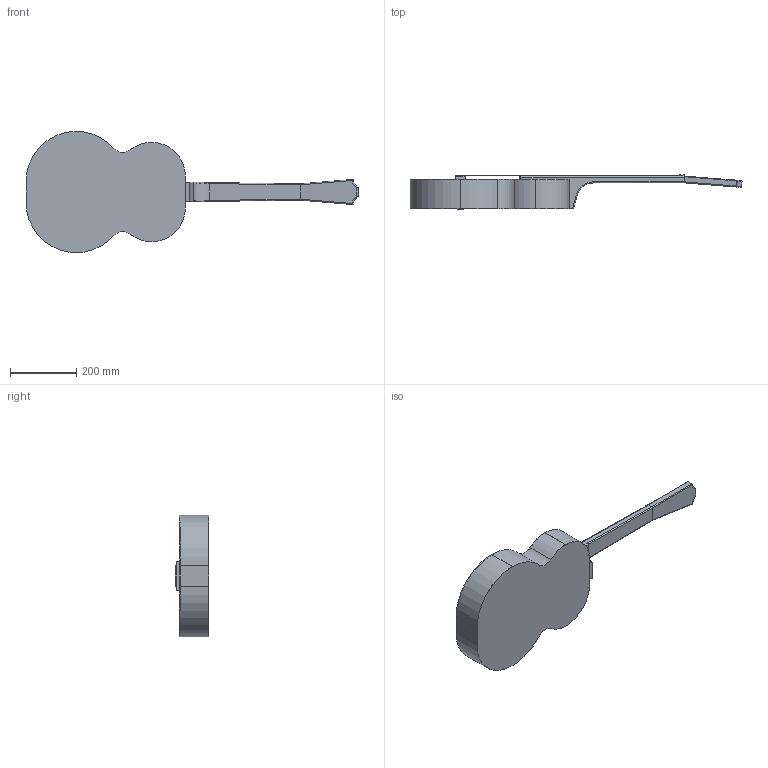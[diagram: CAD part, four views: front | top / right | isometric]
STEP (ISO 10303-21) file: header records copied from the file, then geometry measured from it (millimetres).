
FILE_DESCRIPTION (( 'STEP AP203' ), '1' );
FILE_NAME ('G2.STEP', '2019-07-11T13:53:01', ( '' ), ( '' ), 'SwSTEP 2.0', 'SolidWorks 2014', '' );
FILE_SCHEMA (( 'CONFIG_CONTROL_DESIGN' ));
Length unit declared in the file: millimetre
Products named in the file (1): G2
Bounding box: 999.05 x 102.03 x 365.11 mm (x, y, z)
Volume: 1833253.6 mm3; surface area: 919828.5 mm2
Topology: 4 solids, 4 shells, 113 faces, 285 edges, 178 vertices
Faces by surface type: plane 48, cylinder 41, bspline 18, torus 4, sphere 2
Entity records: 3927 total; most frequent: CARTESIAN_POINT 1230, ORIENTED_EDGE 562, DIRECTION 539, EDGE_CURVE 281, AXIS2_PLACEMENT_3D 194, VERTEX_POINT 178, LINE 151, VECTOR 151
